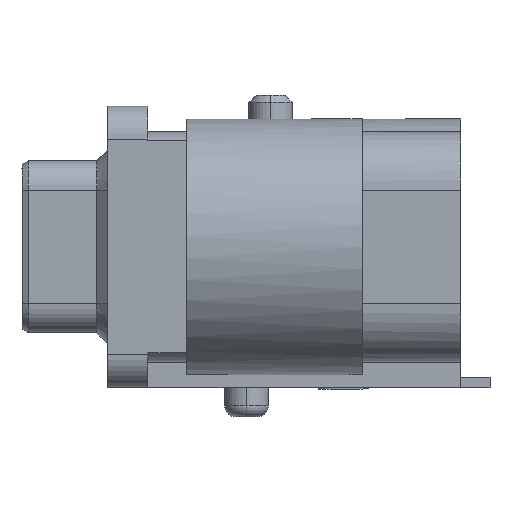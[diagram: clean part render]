
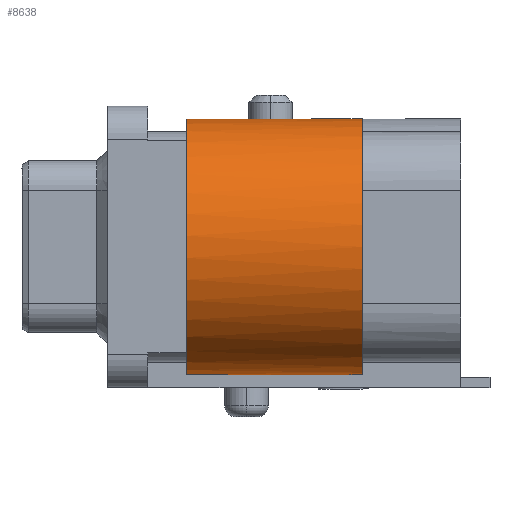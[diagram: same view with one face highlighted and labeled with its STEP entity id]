
A CAD part, left-side view. The second image highlights one B-rep face of the part: STEP entity #8638.
In plain terms, the highlighted cylindrical face has radius 1.75 mm (diameter 3.5 mm), a partial arc.
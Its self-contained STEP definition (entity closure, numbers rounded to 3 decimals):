
#313=CARTESIAN_POINT('',(-4.87,1.35,2.13));
#314=CARTESIAN_POINT('',(-4.733,1.196,2.037));
#315=CARTESIAN_POINT('',(-4.624,1.027,1.936));
#316=CARTESIAN_POINT('',(-4.531,0.85,1.83));
#318=CARTESIAN_POINT('',(-5.85,-0.35,0.68));
#319=DIRECTION('',(0.,-1.,0.));
#320=DIRECTION('',(0.754,0.,0.657));
#321=AXIS2_PLACEMENT_3D('',#318,#319,#320);
#323=DIRECTION('',(0.,1.,0.));
#324=VECTOR('',#323,1.2);
#325=CARTESIAN_POINT('',(-4.531,-0.35,-0.47));
#326=LINE('',#325,#324);
#327=CARTESIAN_POINT('',(-4.531,0.85,
-0.47));
#328=CARTESIAN_POINT('',(-4.624,1.027,
-0.576));
#329=CARTESIAN_POINT('',(-4.733,1.196,
-0.677));
#330=CARTESIAN_POINT('',(-4.87,1.35,
-0.77));
#332=DIRECTION('',(0.,1.,0.));
#333=VECTOR('',#332,0.7);
#334=CARTESIAN_POINT('',(-4.87,1.35,
-0.77));
#335=LINE('',#334,#333);
#336=CARTESIAN_POINT('',(-5.85,2.05,0.68));
#337=DIRECTION('',(0.,1.,0.));
#338=DIRECTION('',(0.56,0.,-0.829));
#339=AXIS2_PLACEMENT_3D('',#336,#337,#338);
#341=DIRECTION('',(0.,-1.,0.));
#342=VECTOR('',#341,0.7);
#343=CARTESIAN_POINT('',(-4.87,2.05,2.13));
#344=LINE('',#343,#342);
#345=DIRECTION('',(0.,-1.,0.));
#346=VECTOR('',#345,1.2);
#347=CARTESIAN_POINT('',(-4.531,0.85,1.83));
#348=LINE('',#347,#346);
#7457=VERTEX_POINT('',#313);
#7458=VERTEX_POINT('',#316);
#7459=CARTESIAN_POINT('',(-4.87,2.05,2.13));
#7460=VERTEX_POINT('',#7459);
#7461=CARTESIAN_POINT('',(-4.531,-0.35,1.83));
#7462=VERTEX_POINT('',#7461);
#7463=CARTESIAN_POINT('',(-4.531,-0.35,-0.47));
#7464=CARTESIAN_POINT('',(-4.531,0.85,-0.47));
#7465=VERTEX_POINT('',#7463);
#7466=VERTEX_POINT('',#7464);
#7467=VERTEX_POINT('',#330);
#7468=CARTESIAN_POINT('',(-4.87,2.05,
-0.77));
#7469=VERTEX_POINT('',#7468);
#8616=CARTESIAN_POINT('',(-5.85,-0.398,0.68));
#8617=DIRECTION('',(0.,1.,0.));
#8618=DIRECTION('',(0.,0.,1.));
#8619=AXIS2_PLACEMENT_3D('',#8616,#8617,#8618);
#8620=CYLINDRICAL_SURFACE('',#8619,1.75);
#8622=ORIENTED_EDGE('',*,*,#8621,.T.);
#8624=ORIENTED_EDGE('',*,*,#8623,.T.);
#8626=ORIENTED_EDGE('',*,*,#8625,.T.);
#8628=ORIENTED_EDGE('',*,*,#8627,.T.);
#8630=ORIENTED_EDGE('',*,*,#8629,.T.);
#8632=ORIENTED_EDGE('',*,*,#8631,.T.);
#8633=ORIENTED_EDGE('',*,*,#8606,.T.);
#8635=ORIENTED_EDGE('',*,*,#8634,.T.);
#8636=EDGE_LOOP('',(#8622,#8624,#8626,#8628,#8630,#8632,#8633,#8635));
#8637=FACE_OUTER_BOUND('',#8636,.F.);
#317=B_SPLINE_CURVE_WITH_KNOTS('',3,(#313,#314,#315,#316),.UNSPECIFIED.,.F.,.F.,
(4,4),(0.,1.),.UNSPECIFIED.);
#322=CIRCLE('',#321,1.75);
#331=B_SPLINE_CURVE_WITH_KNOTS('',3,(#327,#328,#329,#330),.UNSPECIFIED.,.F.,.F.,
(4,4),(0.,1.),.UNSPECIFIED.);
#340=CIRCLE('',#339,1.75);
#8606=EDGE_CURVE('',#7457,#7458,#317,.T.);
#8621=EDGE_CURVE('',#7462,#7465,#322,.T.);
#8623=EDGE_CURVE('',#7465,#7466,#326,.T.);
#8625=EDGE_CURVE('',#7466,#7467,#331,.T.);
#8627=EDGE_CURVE('',#7467,#7469,#335,.T.);
#8629=EDGE_CURVE('',#7469,#7460,#340,.T.);
#8631=EDGE_CURVE('',#7460,#7457,#344,.T.);
#8634=EDGE_CURVE('',#7458,#7462,#348,.T.);
#8638=ADVANCED_FACE('',(#8637),#8620,.T.);
